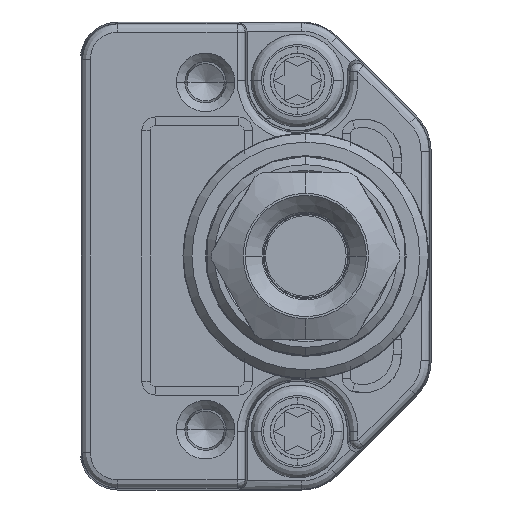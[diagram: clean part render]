
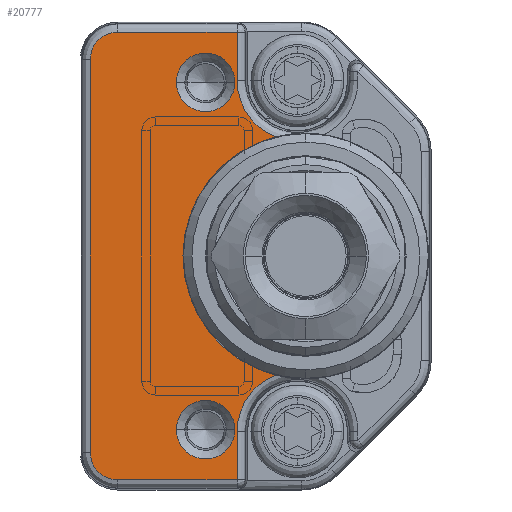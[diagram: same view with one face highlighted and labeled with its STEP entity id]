
A CAD part, left-side view. The second image highlights one B-rep face of the part: STEP entity #20777.
In plain terms, the highlighted planar face has unit normal (-1, 0, 0).
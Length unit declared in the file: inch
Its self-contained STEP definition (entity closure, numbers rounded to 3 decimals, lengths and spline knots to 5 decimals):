
#7382=DIRECTION('',(0.,0.,1.));
#7383=VECTOR('',#7382,0.11399);
#7384=CARTESIAN_POINT('',(-0.49213,0.45723,
-0.52737));
#7385=LINE('',#7384,#7383);
#7386=DIRECTION('',(0.,-1.,0.));
#7387=VECTOR('',#7386,0.28096);
#7388=CARTESIAN_POINT('',(-0.49213,0.73819,
-0.52737));
#7389=LINE('',#7388,#7387);
#7390=CARTESIAN_POINT('',(-0.49213,0.73819,
-0.4626));
#7391=DIRECTION('',(-1.,0.,0.));
#7392=DIRECTION('',(0.,1.,0.));
#7393=AXIS2_PLACEMENT_3D('',#7390,#7391,#7392);
#7395=DIRECTION('',(0.,0.,-1.));
#7396=VECTOR('',#7395,0.9252);
#7397=CARTESIAN_POINT('',(-0.49213,0.80296,
0.4626));
#7398=LINE('',#7397,#7396);
#7399=CARTESIAN_POINT('',(-0.49213,0.73819,
0.4626));
#7400=DIRECTION('',(-1.,0.,0.));
#7401=DIRECTION('',(0.,0.,1.));
#7402=AXIS2_PLACEMENT_3D('',#7399,#7400,#7401);
#7404=DIRECTION('',(0.,1.,0.));
#7405=VECTOR('',#7404,0.28096);
#7406=CARTESIAN_POINT('',(-0.49213,0.45723,
0.52737));
#7407=LINE('',#7406,#7405);
#7408=DIRECTION('',(0.,0.,1.));
#7409=VECTOR('',#7408,0.11399);
#7410=CARTESIAN_POINT('',(-0.49213,0.45723,
0.41339));
#7411=LINE('',#7410,#7409);
#7412=CARTESIAN_POINT('',(-0.49213,0.31496,
0.41339));
#7413=DIRECTION('',(1.,0.,0.));
#7414=DIRECTION('',(0.,0.359,-0.933));
#7415=AXIS2_PLACEMENT_3D('',#7412,#7413,#7414);
#7417=CARTESIAN_POINT('',(-0.49213,0.29528,0.));
#7418=DIRECTION('',(-1.,0.,0.));
#7419=DIRECTION('',(0.,0.244,0.97));
#7420=AXIS2_PLACEMENT_3D('',#7417,#7418,#7419);
#7422=CARTESIAN_POINT('',(-0.49213,0.31496,
-0.41339));
#7423=DIRECTION('',(1.,0.,0.));
#7424=DIRECTION('',(0.,1.,0.));
#7425=AXIS2_PLACEMENT_3D('',#7422,#7423,#7424);
#7427=CARTESIAN_POINT('',(-0.49213,0.5315,
-0.40915));
#7428=DIRECTION('',(1.,0.,0.));
#7429=DIRECTION('',(0.,-1.,0.));
#7430=AXIS2_PLACEMENT_3D('',#7427,#7428,#7429);
#7432=CARTESIAN_POINT('',(-0.49213,0.5315,
-0.40915));
#7433=DIRECTION('',(1.,0.,0.));
#7434=DIRECTION('',(0.,1.,0.));
#7435=AXIS2_PLACEMENT_3D('',#7432,#7433,#7434);
#7437=CARTESIAN_POINT('',(-0.49213,0.5315,
0.40915));
#7438=DIRECTION('',(1.,0.,0.));
#7439=DIRECTION('',(0.,-1.,0.));
#7440=AXIS2_PLACEMENT_3D('',#7437,#7438,#7439);
#7442=CARTESIAN_POINT('',(-0.49213,0.5315,
0.40915));
#7443=DIRECTION('',(1.,0.,0.));
#7444=DIRECTION('',(0.,1.,0.));
#7445=AXIS2_PLACEMENT_3D('',#7442,#7443,#7444);
#10356=CARTESIAN_POINT('',(-0.49213,0.80296,
-0.4626));
#10357=CARTESIAN_POINT('',(-0.49213,0.73819,
-0.52737));
#10358=VERTEX_POINT('',#10356);
#10359=VERTEX_POINT('',#10357);
#10364=CARTESIAN_POINT('',(-0.49213,0.80296,
0.4626));
#10365=VERTEX_POINT('',#10364);
#10368=CARTESIAN_POINT('',(-0.49213,0.73819,
0.52737));
#10369=VERTEX_POINT('',#10368);
#10396=CARTESIAN_POINT('',(-0.49213,0.45723,
-0.52737));
#10397=CARTESIAN_POINT('',(-0.49213,0.45723,
-0.41339));
#10398=VERTEX_POINT('',#10396);
#10399=VERTEX_POINT('',#10397);
#10421=CARTESIAN_POINT('',(-0.49213,0.366,
-0.28059));
#10422=VERTEX_POINT('',#10421);
#10437=CARTESIAN_POINT('',(-0.49213,0.45723,
0.41339));
#10438=CARTESIAN_POINT('',(-0.49213,0.45723,
0.52737));
#10439=VERTEX_POINT('',#10437);
#10440=VERTEX_POINT('',#10438);
#10461=CARTESIAN_POINT('',(-0.49213,0.366,
0.28059));
#10462=VERTEX_POINT('',#10461);
#10505=CARTESIAN_POINT('',(-0.49213,0.4626,
-0.40915));
#10506=CARTESIAN_POINT('',(-0.49213,0.60039,
-0.40915));
#10507=VERTEX_POINT('',#10505);
#10508=VERTEX_POINT('',#10506);
#10513=CARTESIAN_POINT('',(-0.49213,0.4626,
0.40915));
#10514=CARTESIAN_POINT('',(-0.49213,0.60039,
0.40915));
#10515=VERTEX_POINT('',#10513);
#10516=VERTEX_POINT('',#10514);
#20741=CARTESIAN_POINT('',(-0.49213,0.,0.));
#20742=DIRECTION('',(-1.,0.,0.));
#20743=DIRECTION('',(0.,0.,1.));
#20744=AXIS2_PLACEMENT_3D('',#20741,#20742,#20743);
#20745=PLANE('',#20744);
#20747=ORIENTED_EDGE('',*,*,#20746,.F.);
#20749=ORIENTED_EDGE('',*,*,#20748,.F.);
#20751=ORIENTED_EDGE('',*,*,#20750,.F.);
#20753=ORIENTED_EDGE('',*,*,#20752,.F.);
#20755=ORIENTED_EDGE('',*,*,#20754,.F.);
#20757=ORIENTED_EDGE('',*,*,#20756,.F.);
#20758=ORIENTED_EDGE('',*,*,#20732,.F.);
#20759=ORIENTED_EDGE('',*,*,#20690,.F.);
#20760=ORIENTED_EDGE('',*,*,#20647,.T.);
#20762=ORIENTED_EDGE('',*,*,#20761,.F.);
#20763=EDGE_LOOP('',(#20747,#20749,#20751,#20753,#20755,#20757,#20758,#20759,
#20760,#20762));
#20764=FACE_OUTER_BOUND('',#20763,.F.);
#20766=ORIENTED_EDGE('',*,*,#20765,.F.);
#20768=ORIENTED_EDGE('',*,*,#20767,.F.);
#20769=EDGE_LOOP('',(#20766,#20768));
#20770=FACE_BOUND('',#20769,.F.);
#20772=ORIENTED_EDGE('',*,*,#20771,.F.);
#20774=ORIENTED_EDGE('',*,*,#20773,.F.);
#20775=EDGE_LOOP('',(#20772,#20774));
#20776=FACE_BOUND('',#20775,.F.);
#20777=ADVANCED_FACE('',(#20764,#20770,#20776),#20745,.T.);
#7394=CIRCLE('',#7393,0.06477);
#7403=CIRCLE('',#7402,0.06477);
#7416=CIRCLE('',#7415,0.14227);
#7421=CIRCLE('',#7420,0.28937);
#7426=CIRCLE('',#7425,0.14227);
#7431=CIRCLE('',#7430,0.0689);
#7436=CIRCLE('',#7435,0.0689);
#7441=CIRCLE('',#7440,0.0689);
#7446=CIRCLE('',#7445,0.0689);
#20647=EDGE_CURVE('',#10462,#10422,#7421,.T.);
#20690=EDGE_CURVE('',#10462,#10439,#7416,.T.);
#20732=EDGE_CURVE('',#10439,#10440,#7411,.T.);
#20746=EDGE_CURVE('',#10398,#10399,#7385,.T.);
#20748=EDGE_CURVE('',#10359,#10398,#7389,.T.);
#20750=EDGE_CURVE('',#10358,#10359,#7394,.T.);
#20752=EDGE_CURVE('',#10365,#10358,#7398,.T.);
#20754=EDGE_CURVE('',#10369,#10365,#7403,.T.);
#20756=EDGE_CURVE('',#10440,#10369,#7407,.T.);
#20761=EDGE_CURVE('',#10399,#10422,#7426,.T.);
#20765=EDGE_CURVE('',#10507,#10508,#7431,.T.);
#20767=EDGE_CURVE('',#10508,#10507,#7436,.T.);
#20771=EDGE_CURVE('',#10515,#10516,#7441,.T.);
#20773=EDGE_CURVE('',#10516,#10515,#7446,.T.);
